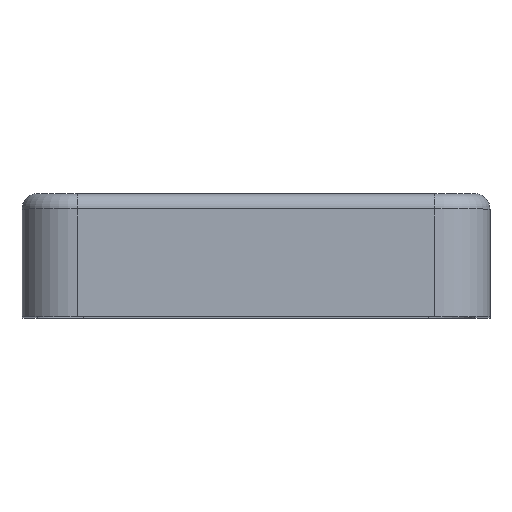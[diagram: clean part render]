
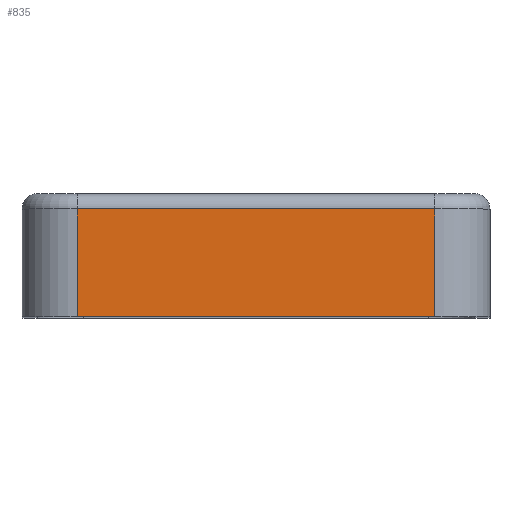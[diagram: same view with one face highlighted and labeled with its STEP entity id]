
A CAD part, top view. The second image highlights one B-rep face of the part: STEP entity #835.
In plain terms, the highlighted planar face has unit normal (0, 0, 1).
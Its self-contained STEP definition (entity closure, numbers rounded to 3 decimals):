
#45=PLANE('',#928);
#83=FACE_OUTER_BOUND('',#134,.T.);
#134=EDGE_LOOP('',(#721,#722,#723,#724));
#204=LINE('',#1370,#284);
#209=LINE('',#1390,#289);
#210=LINE('',#1394,#290);
#211=LINE('',#1395,#291);
#284=VECTOR('',#1119,10.);
#289=VECTOR('',#1136,10.);
#290=VECTOR('',#1141,10.);
#291=VECTOR('',#1142,10.);
#406=VERTEX_POINT('',#1367);
#407=VERTEX_POINT('',#1369);
#416=VERTEX_POINT('',#1389);
#417=VERTEX_POINT('',#1393);
#512=EDGE_CURVE('',#406,#407,#204,.T.);
#522=EDGE_CURVE('',#407,#416,#209,.T.);
#524=EDGE_CURVE('',#417,#406,#210,.T.);
#525=EDGE_CURVE('',#417,#416,#211,.T.);
#721=ORIENTED_EDGE('',*,*,#522,.F.);
#722=ORIENTED_EDGE('',*,*,#512,.F.);
#723=ORIENTED_EDGE('',*,*,#524,.F.);
#724=ORIENTED_EDGE('',*,*,#525,.T.);
#835=ADVANCED_FACE('',(#83),#45,.T.);
#928=AXIS2_PLACEMENT_3D('',#1392,#1139,#1140);
#1119=DIRECTION('',(-1.,0.,0.));
#1136=DIRECTION('',(0.,1.,0.));
#1139=DIRECTION('center_axis',(0.,0.,1.));
#1140=DIRECTION('ref_axis',(-1.,0.,0.));
#1141=DIRECTION('',(0.,-1.,0.));
#1142=DIRECTION('',(-1.,0.,0.));
#1367=CARTESIAN_POINT('',(5.8,-3.5,15.85));
#1369=CARTESIAN_POINT('',(-5.8,-3.5,15.85));
#1370=CARTESIAN_POINT('',(7.6,-3.5,15.85));
#1389=CARTESIAN_POINT('',(-5.8,0.,15.85));
#1390=CARTESIAN_POINT('',(-5.8,0.,15.85));
#1392=CARTESIAN_POINT('Origin',(7.6,0.,15.85));
#1393=CARTESIAN_POINT('',(5.8,0.,15.85));
#1394=CARTESIAN_POINT('',(5.8,0.,15.85));
#1395=CARTESIAN_POINT('',(7.6,0.,15.85));
